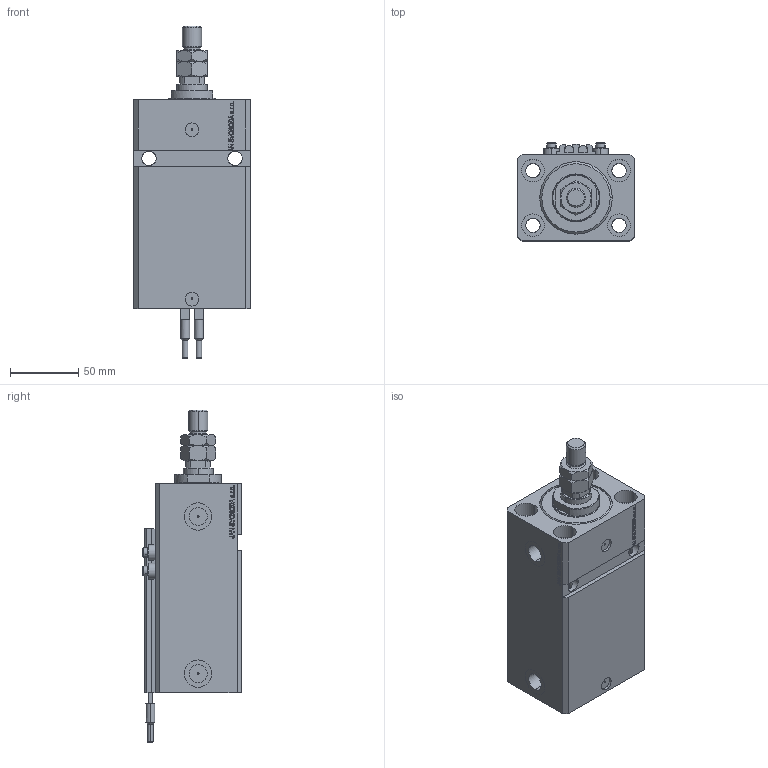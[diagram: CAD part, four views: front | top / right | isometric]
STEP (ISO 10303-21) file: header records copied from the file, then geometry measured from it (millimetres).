
FILE_DESCRIPTION (( 'STEP AP203' ), '1' );
FILE_NAME ('d99f.STEP', '2022-05-18T08:30:55', ( '' ), ( '' ), 'SwSTEP 2.0', 'SolidWorks 2019', '' );
FILE_SCHEMA (( 'CONFIG_CONTROL_DESIGN' ));
Length unit declared in the file: millimetre
Products named in the file (7): V250CE_VC_E 5ae6b33022f234a860420548cb45cb2c; SWITCH_V250CE 5ae6b33022f234a860420548cb45cb2c; V250CE_C_VCP 5ae6b33022f234a860420548cb45cb2c; MTA 5ae6b33022f234a860420548cb45cb2c; V250CE_E_Body 5ae6b33022f234a860420548cb45cb2c; ALLEN BOLT V250CE 5ae6b33022f234a860420548cb45cb2c; d99f
Assembly tree (10 placements, depth 2):
  d99f
    V250CE_E_Body 5ae6b33022f234a860420548cb45cb2c
    ALLEN BOLT V250CE 5ae6b33022f234a860420548cb45cb2c  x4
    V250CE_C_VCP 5ae6b33022f234a860420548cb45cb2c
    V250CE_VC_E 5ae6b33022f234a860420548cb45cb2c
    MTA 5ae6b33022f234a860420548cb45cb2c
    SWITCH_V250CE 5ae6b33022f234a860420548cb45cb2c  x2
Bounding box: 85 x 72 x 242.9 mm (x, y, z)
Volume: 702147.9 mm3; surface area: 147862.3 mm2
Topology: 11 solids, 11 shells, 1204 faces, 2975 edges, 1911 vertices
Faces by surface type: plane 586, bspline 356, cylinder 154, cone 88, torus 20
Entity records: 50519 total; most frequent: CARTESIAN_POINT 25660, ORIENTED_EDGE 5532, DIRECTION 3776, EDGE_CURVE 2766, VERTEX_POINT 1797, VECTOR 1646, LINE 1646, EDGE_LOOP 1243
